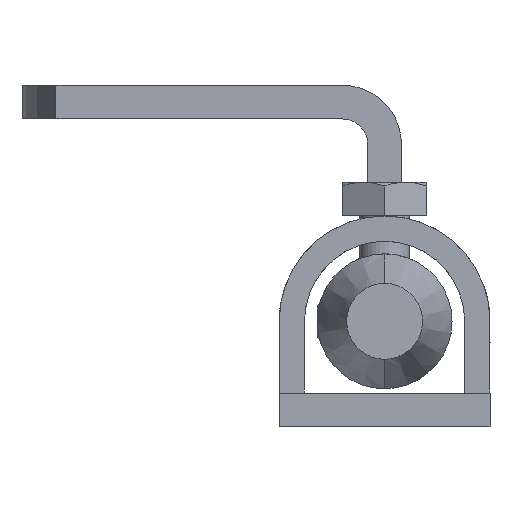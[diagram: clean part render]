
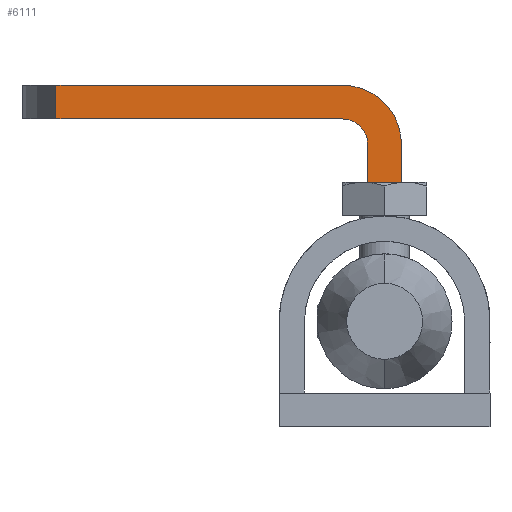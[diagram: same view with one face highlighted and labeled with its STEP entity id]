
A CAD part, front view. The second image highlights one B-rep face of the part: STEP entity #6111.
In plain terms, the highlighted planar face has unit normal (0, -1, 0).
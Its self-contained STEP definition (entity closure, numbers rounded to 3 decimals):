
#438 = VERTEX_POINT ( 'NONE', #9573 ) ;
#1259 = VERTEX_POINT ( 'NONE', #23443 ) ;
#1368 = ORIENTED_EDGE ( 'NONE', *, *, #22383, .F. ) ;
#1527 = CARTESIAN_POINT ( 'NONE',  ( 19., -17.5, -5. ) ) ;
#2902 = ORIENTED_EDGE ( 'NONE', *, *, #9248, .F. ) ;
#3073 = VERTEX_POINT ( 'NONE', #12411 ) ;
#3862 = DIRECTION ( 'NONE',  ( 1., 0., 0. ) ) ;
#4050 = ORIENTED_EDGE ( 'NONE', *, *, #15374, .F. ) ;
#4274 = CARTESIAN_POINT ( 'NONE',  ( -14.969, -17.5, -18. ) ) ;
#5330 = LINE ( 'NONE', #17470, #12458 ) ;
#5351 = VECTOR ( 'NONE', #5770, 1000. ) ;
#5770 = DIRECTION ( 'NONE',  ( -1., 0., 0. ) ) ;
#5795 = ORIENTED_EDGE ( 'NONE', *, *, #8046, .F. ) ;
#6086 = CARTESIAN_POINT ( 'NONE',  ( 19., -17.5, -2. ) ) ;
#6111 = ADVANCED_FACE ( 'NONE', ( #15317 ), #12218, .T. ) ;
#6385 = AXIS2_PLACEMENT_3D ( 'NONE', #21352, #17864, #19437 ) ;
#6940 = AXIS2_PLACEMENT_3D ( 'NONE', #1527, #6949, #14286 ) ;
#6949 = DIRECTION ( 'NONE',  ( 0., -1., 0. ) ) ;
#7234 = CARTESIAN_POINT ( 'NONE',  ( 19., -17.5, -5. ) ) ;
#7909 = CARTESIAN_POINT ( 'NONE',  ( 19., -17.5, 2. ) ) ;
#8046 = EDGE_CURVE ( 'NONE', #20084, #13943, #22960, .T. ) ;
#8389 = DIRECTION ( 'NONE',  ( 0., 0., -1. ) ) ;
#8855 = VECTOR ( 'NONE', #22309, 1000. ) ;
#9056 = DIRECTION ( 'NONE',  ( 0., 0., -1. ) ) ;
#9248 = EDGE_CURVE ( 'NONE', #21419, #17155, #22937, .T. ) ;
#9358 = CARTESIAN_POINT ( 'NONE',  ( 22., -17.5, -18. ) ) ;
#9441 = CARTESIAN_POINT ( 'NONE',  ( 19., -17.5, 2. ) ) ;
#9573 = CARTESIAN_POINT ( 'NONE',  ( -14.969, -17.5, 2. ) ) ;
#9688 = LINE ( 'NONE', #9441, #18289 ) ;
#10570 = ORIENTED_EDGE ( 'NONE', *, *, #15824, .T. ) ;
#11706 = EDGE_CURVE ( 'NONE', #438, #20084, #9688, .T. ) ;
#12218 = PLANE ( 'NONE',  #6940 ) ;
#12384 = LINE ( 'NONE', #13530, #20965 ) ;
#12411 = CARTESIAN_POINT ( 'NONE',  ( -14.969, -17.5, -2. ) ) ;
#12458 = VECTOR ( 'NONE', #22643, 1000. ) ;
#12569 = VERTEX_POINT ( 'NONE', #12812 ) ;
#12812 = CARTESIAN_POINT ( 'NONE',  ( 19., -17.5, -2. ) ) ;
#13365 = AXIS2_PLACEMENT_3D ( 'NONE', #7234, #20012, #9056 ) ;
#13444 = ORIENTED_EDGE ( 'NONE', *, *, #14943, .F. ) ;
#13530 = CARTESIAN_POINT ( 'NONE',  ( 22., -17.5, -18. ) ) ;
#13609 = CIRCLE ( 'NONE', #6385, 3. ) ;
#13943 = VERTEX_POINT ( 'NONE', #23619 ) ;
#14286 = DIRECTION ( 'NONE',  ( 0., 0., -1. ) ) ;
#14943 = EDGE_CURVE ( 'NONE', #12569, #3073, #21065, .T. ) ;
#15317 = FACE_OUTER_BOUND ( 'NONE', #21134, .T. ) ;
#15374 = EDGE_CURVE ( 'NONE', #13943, #1259, #5330, .T. ) ;
#15381 = ORIENTED_EDGE ( 'NONE', *, *, #11706, .F. ) ;
#15405 = EDGE_CURVE ( 'NONE', #17155, #12569, #13609, .T. ) ;
#15627 = DIRECTION ( 'NONE',  ( -1., 0., 0. ) ) ;
#15824 = EDGE_CURVE ( 'NONE', #438, #3073, #20749, .T. ) ;
#15828 = CARTESIAN_POINT ( 'NONE',  ( 22., -17.5, -5. ) ) ;
#15908 = VECTOR ( 'NONE', #8389, 1000. ) ;
#17155 = VERTEX_POINT ( 'NONE', #15828 ) ;
#17470 = CARTESIAN_POINT ( 'NONE',  ( 26., -17.5, -18. ) ) ;
#17864 = DIRECTION ( 'NONE',  ( 0., -1., 0. ) ) ;
#18289 = VECTOR ( 'NONE', #3862, 1000. ) ;
#19437 = DIRECTION ( 'NONE',  ( 0., 0., -1. ) ) ;
#20012 = DIRECTION ( 'NONE',  ( 0., 1., 0. ) ) ;
#20084 = VERTEX_POINT ( 'NONE', #7909 ) ;
#20749 = LINE ( 'NONE', #4274, #15908 ) ;
#20965 = VECTOR ( 'NONE', #15627, 1000. ) ;
#21065 = LINE ( 'NONE', #6086, #5351 ) ;
#21134 = EDGE_LOOP ( 'NONE', ( #15381, #10570, #13444, #21513, #2902, #1368, #4050, #5795 ) ) ;
#21352 = CARTESIAN_POINT ( 'NONE',  ( 19., -17.5, -5. ) ) ;
#21419 = VERTEX_POINT ( 'NONE', #21643 ) ;
#21513 = ORIENTED_EDGE ( 'NONE', *, *, #15405, .F. ) ;
#21643 = CARTESIAN_POINT ( 'NONE',  ( 22., -17.5, -18. ) ) ;
#22309 = DIRECTION ( 'NONE',  ( 0., 0., 1. ) ) ;
#22383 = EDGE_CURVE ( 'NONE', #1259, #21419, #12384, .T. ) ;
#22643 = DIRECTION ( 'NONE',  ( 0., 0., -1. ) ) ;
#22937 = LINE ( 'NONE', #9358, #8855 ) ;
#22960 = CIRCLE ( 'NONE', #13365, 7. ) ;
#23443 = CARTESIAN_POINT ( 'NONE',  ( 26., -17.5, -18. ) ) ;
#23619 = CARTESIAN_POINT ( 'NONE',  ( 26., -17.5, -5. ) ) ;
